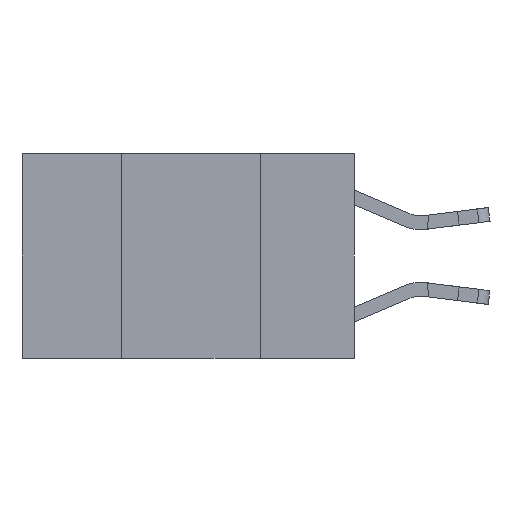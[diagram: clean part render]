
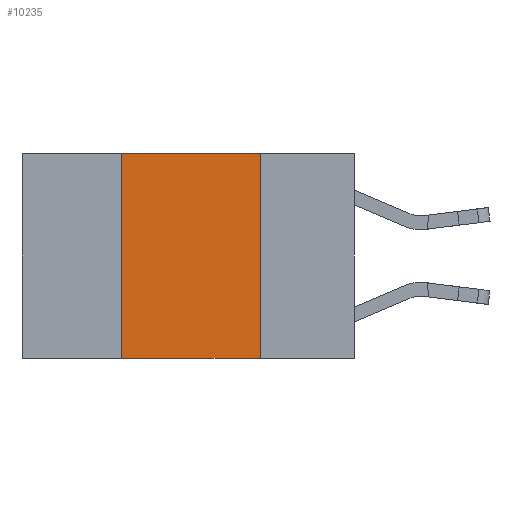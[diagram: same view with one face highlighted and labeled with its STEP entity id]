
A CAD part, left-side view. The second image highlights one B-rep face of the part: STEP entity #10235.
In plain terms, the highlighted planar face has unit normal (-1, 0, 0).
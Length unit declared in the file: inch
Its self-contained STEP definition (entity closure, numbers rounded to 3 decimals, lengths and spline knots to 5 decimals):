
#611 = DIRECTION ( 'NONE',  ( 0., 0., -1. ) ) ;
#893 = CARTESIAN_POINT ( 'NONE',  ( 0., 0.6, -0.37 ) ) ;
#1459 = VECTOR ( 'NONE', #4726, 39.37008 ) ;
#1579 = EDGE_CURVE ( 'NONE', #1911, #3235, #4650, .T. ) ;
#1633 = ORIENTED_EDGE ( 'NONE', *, *, #13423, .F. ) ;
#1676 = FACE_OUTER_BOUND ( 'NONE', #12867, .T. ) ;
#1863 = DIRECTION ( 'NONE',  ( 0., -1., 0. ) ) ;
#1911 = VERTEX_POINT ( 'NONE', #9781 ) ;
#2003 = CARTESIAN_POINT ( 'NONE',  ( 0., 0.6, 0. ) ) ;
#2484 = LINE ( 'NONE', #11941, #7795 ) ;
#3235 = VERTEX_POINT ( 'NONE', #9236 ) ;
#3869 = DIRECTION ( 'NONE',  ( 0., -1., 0. ) ) ;
#4282 = ORIENTED_EDGE ( 'NONE', *, *, #10092, .F. ) ;
#4376 = EDGE_CURVE ( 'NONE', #4607, #3235, #6296, .T. ) ;
#4607 = VERTEX_POINT ( 'NONE', #6608 ) ;
#4650 = LINE ( 'NONE', #7742, #1459 ) ;
#4660 = LINE ( 'NONE', #2003, #9077 ) ;
#4726 = DIRECTION ( 'NONE',  ( 0., 0., -1. ) ) ;
#5552 = AXIS2_PLACEMENT_3D ( 'NONE', #5955, #10200, #611 ) ;
#5955 = CARTESIAN_POINT ( 'NONE',  ( 0., 0.6, 0. ) ) ;
#6296 = LINE ( 'NONE', #893, #9488 ) ;
#6608 = CARTESIAN_POINT ( 'NONE',  ( 0., 0.42, -0.37 ) ) ;
#7248 = CARTESIAN_POINT ( 'NONE',  ( 0., 0.42, 0. ) ) ;
#7742 = CARTESIAN_POINT ( 'NONE',  ( 0., 0.17, 0. ) ) ;
#7795 = VECTOR ( 'NONE', #10041, 39.37008 ) ;
#8069 = VERTEX_POINT ( 'NONE', #7248 ) ;
#9077 = VECTOR ( 'NONE', #1863, 39.37008 ) ;
#9236 = CARTESIAN_POINT ( 'NONE',  ( 0., 0.17, -0.37 ) ) ;
#9488 = VECTOR ( 'NONE', #3869, 39.37008 ) ;
#9781 = CARTESIAN_POINT ( 'NONE',  ( 0., 0.17, 0. ) ) ;
#10041 = DIRECTION ( 'NONE',  ( 0., 0., 1. ) ) ;
#10092 = EDGE_CURVE ( 'NONE', #8069, #1911, #4660, .T. ) ;
#10200 = DIRECTION ( 'NONE',  ( 1., 0., 0. ) ) ;
#10235 = ADVANCED_FACE ( 'NONE', ( #1676 ), #12390, .F. ) ;
#10803 = ORIENTED_EDGE ( 'NONE', *, *, #4376, .T. ) ;
#11436 = ORIENTED_EDGE ( 'NONE', *, *, #1579, .F. ) ;
#11941 = CARTESIAN_POINT ( 'NONE',  ( 0., 0.42, 0. ) ) ;
#12390 = PLANE ( 'NONE',  #5552 ) ;
#12867 = EDGE_LOOP ( 'NONE', ( #11436, #4282, #1633, #10803 ) ) ;
#13423 = EDGE_CURVE ( 'NONE', #4607, #8069, #2484, .T. ) ;
